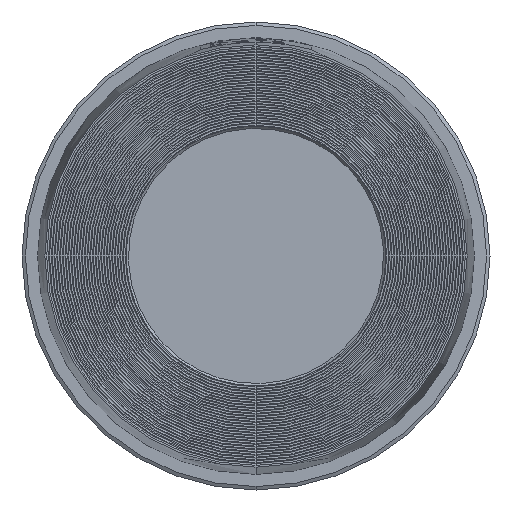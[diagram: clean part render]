
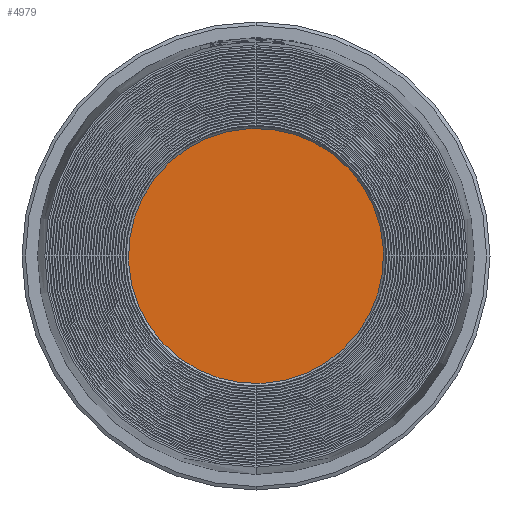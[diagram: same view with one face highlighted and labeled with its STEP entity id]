
A CAD part, front view. The second image highlights one B-rep face of the part: STEP entity #4979.
In plain terms, the highlighted face is planar.
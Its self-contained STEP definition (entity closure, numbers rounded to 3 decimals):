
#184 = CIRCLE ( 'NONE', #16048, 36.8 ) ;
#470 = FACE_OUTER_BOUND ( 'NONE', #14900, .T. ) ;
#1173 = CIRCLE ( 'NONE', #15997, 36.8 ) ;
#2633 = AXIS2_PLACEMENT_3D ( 'NONE', #6772, #6792, #6777 ) ;
#4979 = ADVANCED_FACE ( 'NONE', ( #470 ), #6788, .T. ) ;
#6772 = CARTESIAN_POINT ( 'NONE',  ( -36.8, 4.3, 0. ) ) ;
#6777 = DIRECTION ( 'NONE',  ( 0., 0., 1. ) ) ;
#6788 = PLANE ( 'NONE',  #2633 ) ;
#6792 = DIRECTION ( 'NONE',  ( 0., 1., 0. ) ) ;
#14900 = EDGE_LOOP ( 'NONE', ( #15106, #15109 ) ) ;
#15106 = ORIENTED_EDGE ( 'NONE', *, *, #16328, .T. ) ;
#15109 = ORIENTED_EDGE ( 'NONE', *, *, #16351, .T. ) ;
#15382 = VERTEX_POINT ( 'NONE', #17431 ) ;
#15406 = VERTEX_POINT ( 'NONE', #17515 ) ;
#15997 = AXIS2_PLACEMENT_3D ( 'NONE', #17766, #17794, #17795 ) ;
#16048 = AXIS2_PLACEMENT_3D ( 'NONE', #17730, #17734, #17735 ) ;
#16328 = EDGE_CURVE ( 'NONE', #15406, #15382, #184, .T. ) ;
#16351 = EDGE_CURVE ( 'NONE', #15382, #15406, #1173, .T. ) ;
#17431 = CARTESIAN_POINT ( 'NONE',  ( 0., 4.3, -36.8 ) ) ;
#17515 = CARTESIAN_POINT ( 'NONE',  ( 0., 4.3, 36.8 ) ) ;
#17730 = CARTESIAN_POINT ( 'NONE',  ( 0., 4.3, 0. ) ) ;
#17734 = DIRECTION ( 'NONE',  ( 0., 1., 0. ) ) ;
#17735 = DIRECTION ( 'NONE',  ( 0., 0., 1. ) ) ;
#17766 = CARTESIAN_POINT ( 'NONE',  ( 0., 4.3, 0. ) ) ;
#17794 = DIRECTION ( 'NONE',  ( 0., 1., 0. ) ) ;
#17795 = DIRECTION ( 'NONE',  ( 0., 0., 1. ) ) ;
